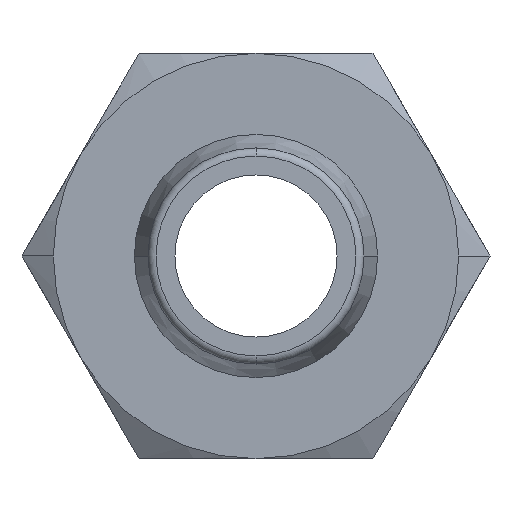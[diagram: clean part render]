
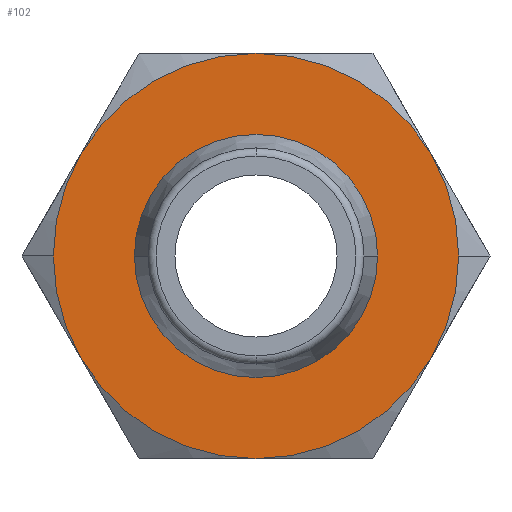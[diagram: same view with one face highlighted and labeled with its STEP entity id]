
A CAD part, front view. The second image highlights one B-rep face of the part: STEP entity #102.
In plain terms, the highlighted planar face has unit normal (0, -1, 0).
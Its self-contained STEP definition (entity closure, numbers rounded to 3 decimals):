
#102=ADVANCED_FACE('',(#223,#224),#225,.T.);
#223=FACE_OUTER_BOUND('',#360,.T.);
#224=FACE_BOUND('',#361,.T.);
#225=PLANE('',#362);
#360=EDGE_LOOP('',(#582,#583,#584,#585,#586,#587,#588,#589));
#361=EDGE_LOOP('',(#590,#591));
#362=AXIS2_PLACEMENT_3D('',#592,#593,#594);
#582=ORIENTED_EDGE('',*,*,#845,.T.);
#583=ORIENTED_EDGE('',*,*,#815,.T.);
#584=ORIENTED_EDGE('',*,*,#811,.T.);
#585=ORIENTED_EDGE('',*,*,#863,.T.);
#586=ORIENTED_EDGE('',*,*,#818,.T.);
#587=ORIENTED_EDGE('',*,*,#843,.T.);
#588=ORIENTED_EDGE('',*,*,#839,.T.);
#589=ORIENTED_EDGE('',*,*,#864,.T.);
#590=ORIENTED_EDGE('',*,*,#861,.F.);
#591=ORIENTED_EDGE('',*,*,#865,.F.);
#592=CARTESIAN_POINT('',(-3.75,14.0,0.0));
#593=DIRECTION('',(0.,-1.0,0.0));
#594=DIRECTION('',(-1.0,0.,0.0));
#811=EDGE_CURVE('',#962,#965,#967,.T.);
#815=EDGE_CURVE('',#970,#962,#973,.T.);
#818=EDGE_CURVE('',#978,#975,#979,.T.);
#839=EDGE_CURVE('',#1010,#1008,#1011,.T.);
#843=EDGE_CURVE('',#975,#1010,#1015,.T.);
#845=EDGE_CURVE('',#1017,#970,#1018,.T.);
#861=EDGE_CURVE('',#1040,#1036,#1042,.T.);
#863=EDGE_CURVE('',#965,#978,#1044,.T.);
#864=EDGE_CURVE('',#1008,#1017,#1045,.T.);
#865=EDGE_CURVE('',#1036,#1040,#1046,.T.);
#962=VERTEX_POINT('',#1160);
#965=VERTEX_POINT('',#1174);
#967=CIRCLE('',#1187,7.5);
#970=VERTEX_POINT('',#1190);
#973=CIRCLE('',#1205,7.5);
#975=VERTEX_POINT('',#1207);
#978=VERTEX_POINT('',#1211);
#979=CIRCLE('',#1212,7.5);
#1008=VERTEX_POINT('',#1267);
#1010=VERTEX_POINT('',#1280);
#1011=CIRCLE('',#1281,7.5);
#1015=CIRCLE('',#1307,7.5);
#1017=VERTEX_POINT('',#1309);
#1018=CIRCLE('',#1310,7.5);
#1036=VERTEX_POINT('',#1352);
#1040=VERTEX_POINT('',#1357);
#1042=CIRCLE('',#1360,4.5);
#1044=CIRCLE('',#1362,7.5);
#1045=CIRCLE('',#1363,7.5);
#1046=CIRCLE('',#1364,4.5);
#1160=CARTESIAN_POINT('',(-6.495,14.0,-3.75));
#1174=CARTESIAN_POINT('',(0.,14.0,-7.5));
#1187=AXIS2_PLACEMENT_3D('',#1493,#1494,#1495);
#1190=CARTESIAN_POINT('',(-7.5,14.0,0.));
#1205=AXIS2_PLACEMENT_3D('',#1497,#1498,#1499);
#1207=CARTESIAN_POINT('',(7.5,14.0,0.));
#1211=CARTESIAN_POINT('',(6.495,14.0,-3.75));
#1212=AXIS2_PLACEMENT_3D('',#1501,#1502,#1503);
#1267=CARTESIAN_POINT('',(0.,14.0,7.5));
#1280=CARTESIAN_POINT('',(6.495,14.0,3.75));
#1281=AXIS2_PLACEMENT_3D('',#1532,#1533,#1534);
#1307=AXIS2_PLACEMENT_3D('',#1535,#1536,#1537);
#1309=CARTESIAN_POINT('',(-6.495,14.0,3.75));
#1310=AXIS2_PLACEMENT_3D('',#1538,#1539,#1540);
#1352=CARTESIAN_POINT('',(4.5,14.0,0.));
#1357=CARTESIAN_POINT('',(-4.5,14.0,0.));
#1360=AXIS2_PLACEMENT_3D('',#1560,#1561,#1562);
#1362=AXIS2_PLACEMENT_3D('',#1563,#1564,#1565);
#1363=AXIS2_PLACEMENT_3D('',#1566,#1567,#1568);
#1364=AXIS2_PLACEMENT_3D('',#1569,#1570,#1571);
#1493=CARTESIAN_POINT('',(0.,14.0,0.0));
#1494=DIRECTION('',(0.,-1.0,0.0));
#1495=DIRECTION('',(-1.0,0.,0.0));
#1497=CARTESIAN_POINT('',(0.,14.0,0.0));
#1498=DIRECTION('',(0.,-1.0,0.0));
#1499=DIRECTION('',(-1.0,0.,0.0));
#1501=CARTESIAN_POINT('',(0.,14.0,0.0));
#1502=DIRECTION('',(0.,-1.0,0.0));
#1503=DIRECTION('',(-1.0,0.,0.0));
#1532=CARTESIAN_POINT('',(0.,14.0,0.0));
#1533=DIRECTION('',(0.,-1.0,0.0));
#1534=DIRECTION('',(-1.0,0.,0.0));
#1535=CARTESIAN_POINT('',(0.,14.0,0.0));
#1536=DIRECTION('',(0.,-1.0,0.0));
#1537=DIRECTION('',(-1.0,0.,0.0));
#1538=CARTESIAN_POINT('',(0.,14.0,0.0));
#1539=DIRECTION('',(0.,-1.0,0.0));
#1540=DIRECTION('',(-1.0,0.,0.0));
#1560=CARTESIAN_POINT('',(0.0,14.0,0.0));
#1561=DIRECTION('',(0.,-1.0,0.0));
#1562=DIRECTION('',(1.0,0.,0.0));
#1563=CARTESIAN_POINT('',(0.,14.0,0.0));
#1564=DIRECTION('',(0.,-1.0,0.0));
#1565=DIRECTION('',(-1.0,0.,0.0));
#1566=CARTESIAN_POINT('',(0.,14.0,0.0));
#1567=DIRECTION('',(0.,-1.0,0.0));
#1568=DIRECTION('',(-1.0,0.,0.0));
#1569=CARTESIAN_POINT('',(0.0,14.0,0.0));
#1570=DIRECTION('',(0.,-1.0,0.0));
#1571=DIRECTION('',(1.0,0.,0.0));
